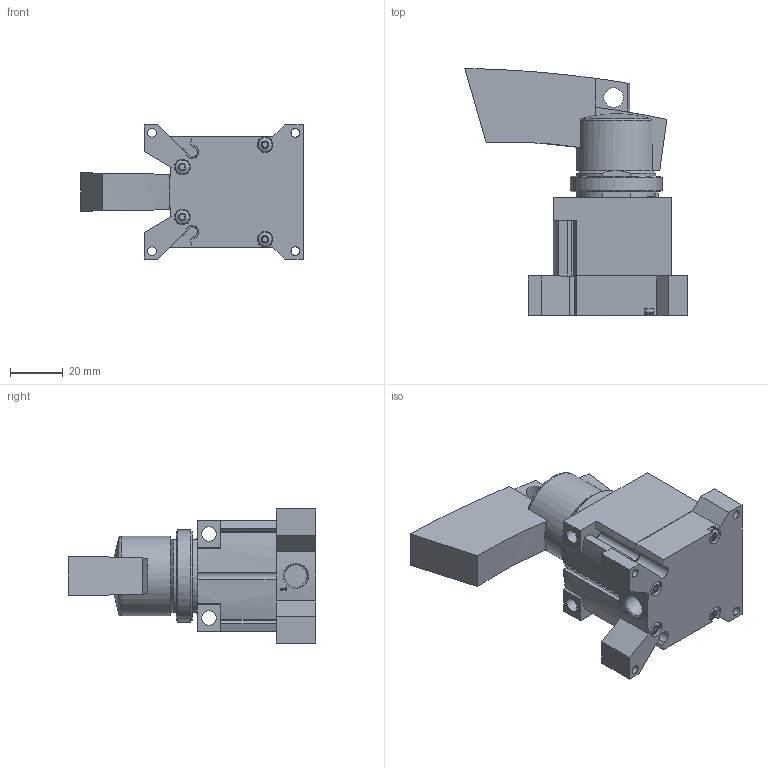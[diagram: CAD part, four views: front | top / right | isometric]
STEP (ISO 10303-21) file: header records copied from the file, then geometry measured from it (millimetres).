
FILE_DESCRIPTION(/* description */ ('STEP AP214'),/* implementation_level */ '2;1');
FILE_NAME(/* name */ '3488208_VHER-P-H-B43C-G18',/* time_stamp */ '2024-09-12T10:58:12+02:00',/* author */ ('License CC BY-ND 4.0'),/* organization */ ('CADENAS'),/* preprocessor_version */ 'ST-DEVELOPER v19.3',/* originating_system */ 'PARTsolutions',/* authorisation */ ' ');
FILE_SCHEMA (('AUTOMOTIVE_DESIGN {1 0 10303 214 3 1 1}'));
Length unit declared in the file: millimetre
Products named in the file (5): 3488208 VHER-P-H-B43C-G18; 3488208 VHER-P-H-B43C-G18---(0_AP); 3488208 VHER-P-H-B43C-G18---(Geh); 3488208 VHER-P-H-B43C-G18---(Hbl); 685171 VHER-BH-M04C-G18
Assembly tree (4 placements, depth 2):
  3488208 VHER-P-H-B43C-G18
    3488208 VHER-P-H-B43C-G18---(0_AP)
    3488208 VHER-P-H-B43C-G18---(Geh)
    3488208 VHER-P-H-B43C-G18---(Hbl)
    685171 VHER-BH-M04C-G18
Bounding box: 84.6 x 94 x 51 mm (x, y, z)
Volume: 120623.6 mm3; surface area: 37396.8 mm2
Topology: 4 solids, 4 shells, 409 faces, 1094 edges, 714 vertices
Faces by surface type: plane 216, cylinder 139, cone 41, torus 7, sphere 6
Full cylindrical faces by diameter (mm): 3.3 x4, 3.8 x3, 4.5 x1, 5.5 x2, 5.6 x4, 6 x2, 7.5 x1, 8.566 x4, 28.376 x1, 35 x1, 37.5 x2
Entity records: 13464 total; most frequent: CARTESIAN_POINT 2542, ORIENTED_EDGE 2092, DIRECTION 2079, EDGE_CURVE 1046, AXIS2_PLACEMENT_3D 729, VERTEX_POINT 709, LINE 621, VECTOR 621
